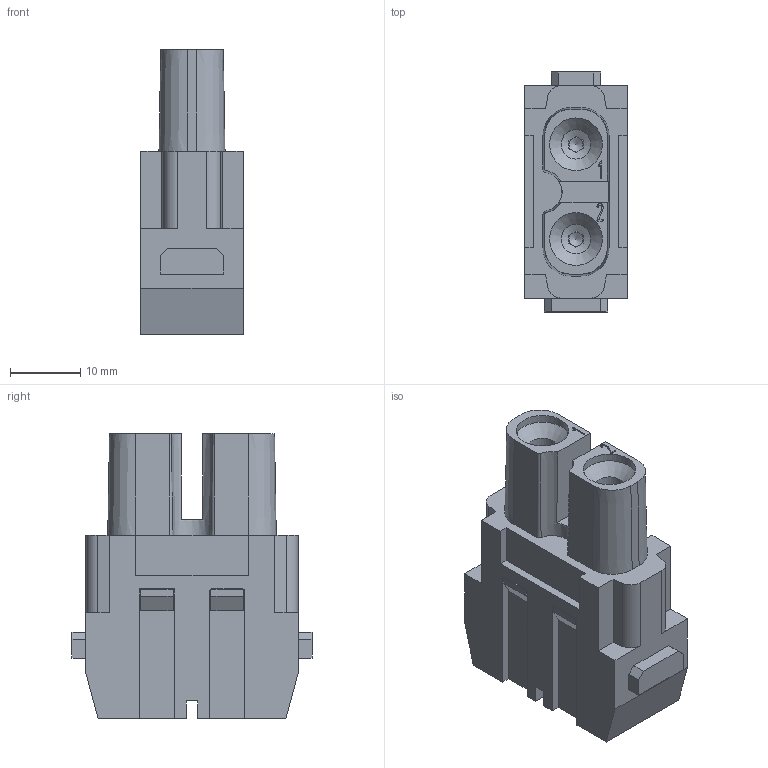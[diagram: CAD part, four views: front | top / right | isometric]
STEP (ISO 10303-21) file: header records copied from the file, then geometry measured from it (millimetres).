
FILE_DESCRIPTION(/* description */ (''),/* implementation_level */ '2;1');
FILE_NAME(/* name */ '100111302ugm000_c.stp',/* time_stamp */ '2019-05-08T12:35:50+02:00',/* author */ (''),/* organization */ (''),/* preprocessor_version */ 'ST-DEVELOPER v16.7',/* originating_system */ 'SIEMENS PLM Software NX 12.0',/* authorisation */ '');
FILE_SCHEMA (('AUTOMOTIVE_DESIGN { 1 0 10303 214 3 1 1 1 }'));
Length unit declared in the file: millimetre
Products named in the file (1): 100111302ugm000_c
Bounding box: 14.6 x 34.2 x 40.6 mm (x, y, z)
Volume: 10891.1 mm3; surface area: 5897.7 mm2
Topology: 1 solids, 1 shells, 339 faces, 1041 edges, 880 vertices
Faces by surface type: plane 230, extrusion 46, cylinder 36, cone 21, torus 4, bspline 2
Full cylindrical faces by diameter (mm): 0.228 x1, 0.269 x1, 2 x2, 3.92 x2, 4.2 x2, 4.25 x2, 6.25 x2, 7.2 x2, 7.5 x2, 10.6 x2
Entity records: 14170 total; most frequent: CARTESIAN_POINT 2685, ORIENTED_EDGE 1678, DIRECTION 1582, EDGE_CURVE 839, VECTOR 762, LINE 716, VERTEX_POINT 574, PRESENTATION_STYLE_ASSIGNMENT 488
